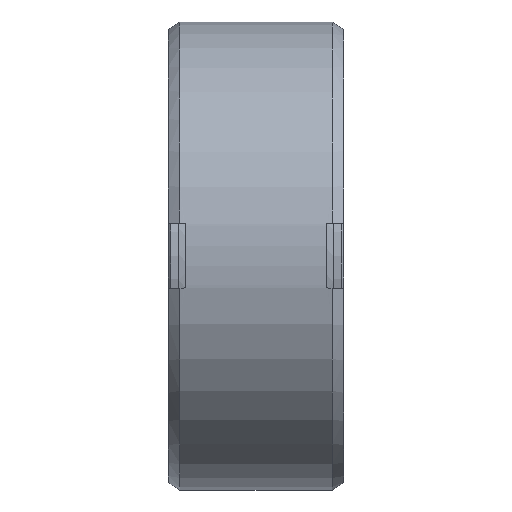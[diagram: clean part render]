
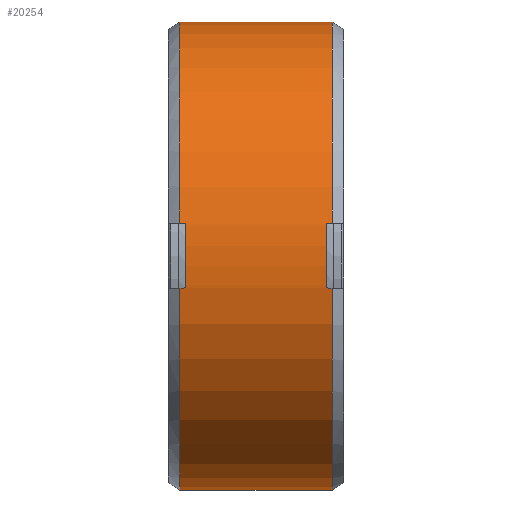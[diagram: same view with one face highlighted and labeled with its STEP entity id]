
A CAD part, top view. The second image highlights one B-rep face of the part: STEP entity #20254.
In plain terms, the highlighted cylindrical face has radius 36 mm (diameter 72 mm), a partial arc.
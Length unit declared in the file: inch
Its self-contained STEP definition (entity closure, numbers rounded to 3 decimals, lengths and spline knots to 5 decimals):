
#18797=CARTESIAN_POINT('',(0.4252,0.,0.));
#18798=DIRECTION('',(1.,0.,0.));
#18799=DIRECTION('',(0.,0.128,0.992));
#18800=AXIS2_PLACEMENT_3D('',#18797,#18798,#18799);
#18827=CARTESIAN_POINT('',(0.4252,0.1811,
1.4057));
#18828=CARTESIAN_POINT('',(0.4252,0.1833,
1.40542));
#18829=CARTESIAN_POINT('',(0.42606,0.18732,
1.40489));
#18830=CARTESIAN_POINT('',(0.42953,0.19254,
1.40419));
#18831=CARTESIAN_POINT('',(0.43476,0.196,
1.40371));
#18832=CARTESIAN_POINT('',(0.43876,0.19685,
1.40359));
#18833=CARTESIAN_POINT('',(0.44094,0.19685,
1.40359));
#18835=CARTESIAN_POINT('',(0.44094,-0.19685,
1.40359));
#18836=CARTESIAN_POINT('',(0.43876,-0.19685,
1.40359));
#18837=CARTESIAN_POINT('',(0.43477,-0.196,
1.40371));
#18838=CARTESIAN_POINT('',(0.42955,-0.19256,
1.40418));
#18839=CARTESIAN_POINT('',(0.42607,-0.18735,
1.40489));
#18840=CARTESIAN_POINT('',(0.4252,-0.18332,
1.40542));
#18841=CARTESIAN_POINT('',(0.4252,-0.1811,
1.4057));
#18843=DIRECTION('',(-1.,0.,0.));
#18844=VECTOR('',#18843,0.01969);
#18845=CARTESIAN_POINT('',(0.46063,-0.19685,
1.40359));
#18846=LINE('',#18845,#18844);
#18847=DIRECTION('',(-1.,0.,0.));
#18848=VECTOR('',#18847,0.01969);
#18849=CARTESIAN_POINT('',(-0.44094,-0.19685,
1.40359));
#18850=LINE('',#18849,#18848);
#18851=DIRECTION('',(1.,0.,0.));
#18852=VECTOR('',#18851,0.01969);
#18853=CARTESIAN_POINT('',(-0.46063,0.19685,
1.40359));
#18854=LINE('',#18853,#18852);
#18855=DIRECTION('',(1.,0.,0.));
#18856=VECTOR('',#18855,0.01969);
#18857=CARTESIAN_POINT('',(0.44094,0.19685,
1.40359));
#18858=LINE('',#18857,#18856);
#18878=CARTESIAN_POINT('',(0.46063,0.,0.));
#18879=DIRECTION('',(1.,0.,0.));
#18880=DIRECTION('',(0.,-0.139,0.99));
#18881=AXIS2_PLACEMENT_3D('',#18878,#18879,#18880);
#18993=DIRECTION('',(-1.,0.,0.));
#18994=VECTOR('',#18993,0.92126);
#18995=CARTESIAN_POINT('',(0.46063,-1.41732,0.));
#18996=LINE('',#18995,#18994);
#19021=DIRECTION('',(1.,0.,0.));
#19022=VECTOR('',#19021,0.92126);
#19023=CARTESIAN_POINT('',(-0.46063,1.41732,
0.));
#19024=LINE('',#19023,#19022);
#19068=CARTESIAN_POINT('',(-0.44094,-0.19685,
1.40359));
#19069=CARTESIAN_POINT('',(-0.43889,-0.19685,
1.40359));
#19070=CARTESIAN_POINT('',(-0.43478,-0.19604,
1.4037));
#19071=CARTESIAN_POINT('',(-0.42955,-0.19255,
1.40418));
#19072=CARTESIAN_POINT('',(-0.42603,-0.18733,
1.40489));
#19073=CARTESIAN_POINT('',(-0.4252,-0.18318,
1.40544));
#19074=CARTESIAN_POINT('',(-0.4252,-0.1811,
1.4057));
#19092=CARTESIAN_POINT('',(-0.4252,0.,0.));
#19093=DIRECTION('',(-1.,0.,0.));
#19094=DIRECTION('',(0.,-0.128,0.992));
#19095=AXIS2_PLACEMENT_3D('',#19092,#19093,#19094);
#19114=CARTESIAN_POINT('',(-0.4252,0.1811,
1.4057));
#19115=CARTESIAN_POINT('',(-0.4252,0.18318,
1.40544));
#19116=CARTESIAN_POINT('',(-0.42603,0.18732,
1.40489));
#19117=CARTESIAN_POINT('',(-0.42955,0.19255,
1.40418));
#19118=CARTESIAN_POINT('',(-0.43479,0.19604,
1.4037));
#19119=CARTESIAN_POINT('',(-0.43889,0.19685,
1.40359));
#19120=CARTESIAN_POINT('',(-0.44094,0.19685,
1.40359));
#19187=CARTESIAN_POINT('',(-0.46063,0.,0.));
#19188=DIRECTION('',(-1.,0.,0.));
#19189=DIRECTION('',(0.,0.139,0.99));
#19190=AXIS2_PLACEMENT_3D('',#19187,#19188,#19189);
#19203=CARTESIAN_POINT('',(-0.46063,0.,0.));
#19204=DIRECTION('',(-1.,0.,0.));
#19205=DIRECTION('',(0.,-1.,0.));
#19206=AXIS2_PLACEMENT_3D('',#19203,#19204,#19205);
#19394=CARTESIAN_POINT('',(0.46063,0.,0.));
#19395=DIRECTION('',(1.,0.,0.));
#19396=DIRECTION('',(0.,1.,0.));
#19397=AXIS2_PLACEMENT_3D('',#19394,#19395,#19396);
#19569=CARTESIAN_POINT('',(-0.44094,-0.19685,
1.40359));
#19570=VERTEX_POINT('',#19569);
#19573=CARTESIAN_POINT('',(-0.46063,-0.19685,
1.40359));
#19574=VERTEX_POINT('',#19573);
#19578=VERTEX_POINT('',#19074);
#19585=CARTESIAN_POINT('',(-0.46063,0.19685,
1.40359));
#19586=CARTESIAN_POINT('',(-0.44094,0.19685,
1.40359));
#19587=VERTEX_POINT('',#19585);
#19588=VERTEX_POINT('',#19586);
#19591=CARTESIAN_POINT('',(-0.4252,0.1811,
1.4057));
#19592=VERTEX_POINT('',#19591);
#19593=CARTESIAN_POINT('',(-0.46063,-1.41732,0.));
#19594=VERTEX_POINT('',#19593);
#19602=CARTESIAN_POINT('',(0.46063,-1.41732,0.));
#19603=VERTEX_POINT('',#19602);
#19604=VERTEX_POINT('',#18827);
#19605=VERTEX_POINT('',#18833);
#19609=CARTESIAN_POINT('',(-0.46063,1.41732,
0.));
#19610=VERTEX_POINT('',#19609);
#19611=CARTESIAN_POINT('',(0.46063,-0.19685,
1.40359));
#19612=VERTEX_POINT('',#19611);
#19613=CARTESIAN_POINT('',(0.46063,0.19685,
1.40359));
#19614=VERTEX_POINT('',#19613);
#19615=CARTESIAN_POINT('',(0.4252,-0.1811,
1.4057));
#19616=VERTEX_POINT('',#19615);
#19625=CARTESIAN_POINT('',(0.46063,1.41732,
0.));
#19626=VERTEX_POINT('',#19625);
#19627=CARTESIAN_POINT('',(0.44094,-0.19685,
1.40359));
#19628=VERTEX_POINT('',#19627);
#20220=CARTESIAN_POINT('',(-0.5315,0.,0.));
#20221=DIRECTION('',(1.,0.,0.));
#20222=DIRECTION('',(0.,-1.,0.));
#20223=AXIS2_PLACEMENT_3D('',#20220,#20221,#20222);
#20224=CYLINDRICAL_SURFACE('',#20223,1.41732);
#20225=ORIENTED_EDGE('',*,*,#20127,.F.);
#20226=ORIENTED_EDGE('',*,*,#20177,.T.);
#20227=ORIENTED_EDGE('',*,*,#20192,.F.);
#20228=ORIENTED_EDGE('',*,*,#20203,.F.);
#20230=ORIENTED_EDGE('',*,*,#20229,.T.);
#20232=ORIENTED_EDGE('',*,*,#20231,.T.);
#20234=ORIENTED_EDGE('',*,*,#20233,.T.);
#20236=ORIENTED_EDGE('',*,*,#20235,.F.);
#20238=ORIENTED_EDGE('',*,*,#20237,.T.);
#20240=ORIENTED_EDGE('',*,*,#20239,.T.);
#20242=ORIENTED_EDGE('',*,*,#20241,.T.);
#20244=ORIENTED_EDGE('',*,*,#20243,.F.);
#20246=ORIENTED_EDGE('',*,*,#20245,.T.);
#20248=ORIENTED_EDGE('',*,*,#20247,.T.);
#20250=ORIENTED_EDGE('',*,*,#20249,.T.);
#20251=ORIENTED_EDGE('',*,*,#20104,.F.);
#20252=EDGE_LOOP('',(#20225,#20226,#20227,#20228,#20230,#20232,#20234,#20236,
#20238,#20240,#20242,#20244,#20246,#20248,#20250,#20251));
#20253=FACE_OUTER_BOUND('',#20252,.F.);
#18801=CIRCLE('',#18800,1.41732);
#18834=B_SPLINE_CURVE_WITH_KNOTS('',3,(#18827,#18828,#18829,#18830,#18831,
#18832,#18833),.UNSPECIFIED.,.F.,.F.,(4,1,1,1,4),(0.,0.25,0.5,0.75,
1.),.UNSPECIFIED.);
#18842=B_SPLINE_CURVE_WITH_KNOTS('',3,(#18835,#18836,#18837,#18838,#18839,
#18840,#18841),.UNSPECIFIED.,.F.,.F.,(4,1,1,1,4),(0.,0.25,0.5,0.75,
1.),.UNSPECIFIED.);
#18882=CIRCLE('',#18881,1.41732);
#19075=B_SPLINE_CURVE_WITH_KNOTS('',3,(#19068,#19069,#19070,#19071,#19072,
#19073,#19074),.UNSPECIFIED.,.F.,.F.,(4,1,1,1,4),(0.,0.25,0.5,0.75,
1.),.UNSPECIFIED.);
#19096=CIRCLE('',#19095,1.41732);
#19121=B_SPLINE_CURVE_WITH_KNOTS('',3,(#19114,#19115,#19116,#19117,#19118,
#19119,#19120),.UNSPECIFIED.,.F.,.F.,(4,1,1,1,4),(0.,0.25,0.5,0.75,
1.),.UNSPECIFIED.);
#19191=CIRCLE('',#19190,1.41732);
#19207=CIRCLE('',#19206,1.41732);
#19398=CIRCLE('',#19397,1.41732);
#20104=EDGE_CURVE('',#19605,#19614,#18858,.T.);
#20127=EDGE_CURVE('',#19604,#19605,#18834,.T.);
#20177=EDGE_CURVE('',#19604,#19616,#18801,.T.);
#20192=EDGE_CURVE('',#19628,#19616,#18842,.T.);
#20203=EDGE_CURVE('',#19612,#19628,#18846,.T.);
#20229=EDGE_CURVE('',#19612,#19603,#18882,.T.);
#20231=EDGE_CURVE('',#19603,#19594,#18996,.T.);
#20233=EDGE_CURVE('',#19594,#19574,#19207,.T.);
#20235=EDGE_CURVE('',#19570,#19574,#18850,.T.);
#20237=EDGE_CURVE('',#19570,#19578,#19075,.T.);
#20239=EDGE_CURVE('',#19578,#19592,#19096,.T.);
#20241=EDGE_CURVE('',#19592,#19588,#19121,.T.);
#20243=EDGE_CURVE('',#19587,#19588,#18854,.T.);
#20245=EDGE_CURVE('',#19587,#19610,#19191,.T.);
#20247=EDGE_CURVE('',#19610,#19626,#19024,.T.);
#20249=EDGE_CURVE('',#19626,#19614,#19398,.T.);
#20254=ADVANCED_FACE('',(#20253),#20224,.T.);
